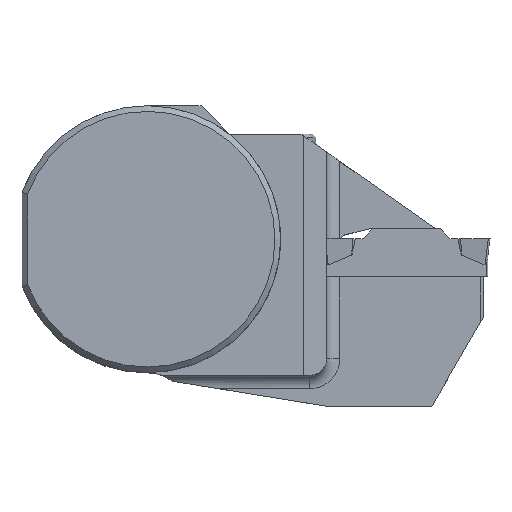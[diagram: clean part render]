
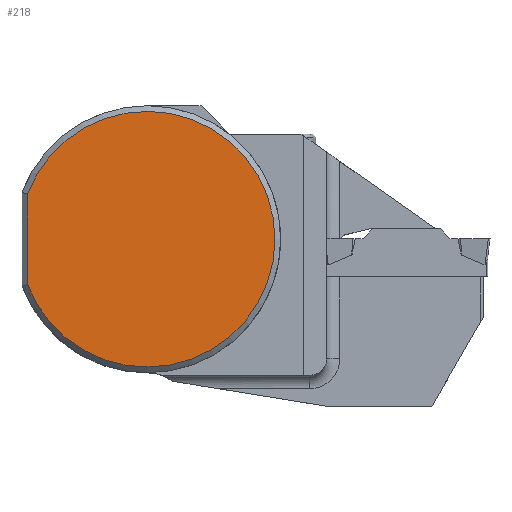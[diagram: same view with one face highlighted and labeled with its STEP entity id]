
A CAD part, top view. The second image highlights one B-rep face of the part: STEP entity #218.
In plain terms, the highlighted planar face has unit normal (0, 0, 1).
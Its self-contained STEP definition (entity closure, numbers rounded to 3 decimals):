
#160=CIRCLE('',#1508,15.325);
#218=ADVANCED_FACE('',(#335),#270,.F.);
#270=PLANE('',#1511);
#335=FACE_OUTER_BOUND('',#402,.T.);
#402=EDGE_LOOP('',(#732,#733));
#732=ORIENTED_EDGE('',*,*,#1063,.F.);
#733=ORIENTED_EDGE('',*,*,#1070,.T.);
#893=VERTEX_POINT('',#2387);
#894=VERTEX_POINT('',#2392);
#1063=EDGE_CURVE('',#894,#893,#1203,.T.);
#1070=EDGE_CURVE('',#894,#893,#160,.T.);
#1203=LINE('',#2393,#1343);
#1343=VECTOR('',#1813,1.);
#1508=AXIS2_PLACEMENT_3D('',#2408,#1836,#1837);
#1511=AXIS2_PLACEMENT_3D('',#2411,#1842,#1843);
#1813=DIRECTION('',(0.,1.,0.));
#1836=DIRECTION('',(0.,0.,1.));
#1837=DIRECTION('',(1.,0.,0.));
#1842=DIRECTION('',(0.,0.,-1.));
#1843=DIRECTION('',(1.,0.,0.));
#2387=CARTESIAN_POINT('',(-14.325,5.445,0.));
#2392=CARTESIAN_POINT('',(-14.325,-5.445,0.));
#2393=CARTESIAN_POINT('',(-14.325,16.,0.));
#2408=CARTESIAN_POINT('',(0.,0.,0.));
#2411=CARTESIAN_POINT('',(0.,0.,0.));
